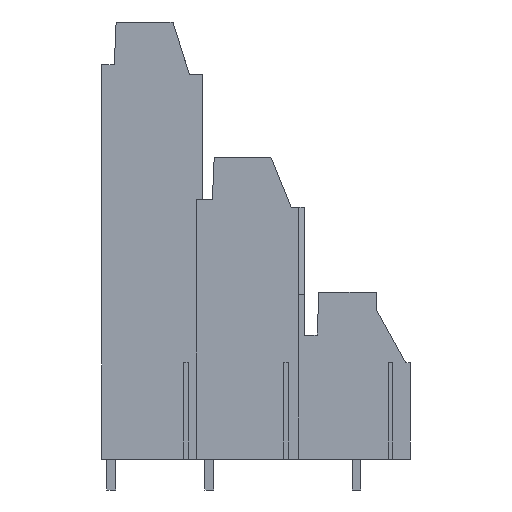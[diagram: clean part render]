
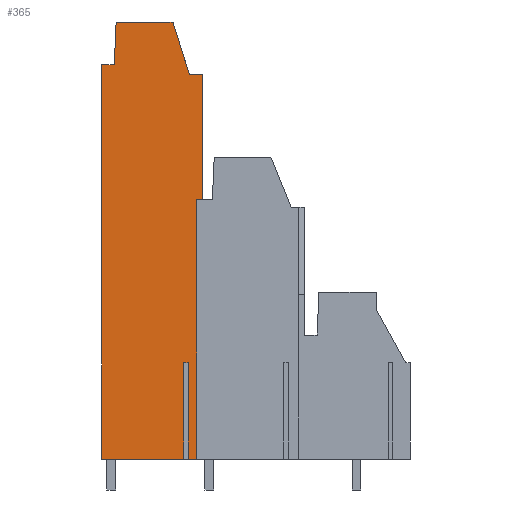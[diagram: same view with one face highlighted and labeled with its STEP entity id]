
A CAD part, left-side view. The second image highlights one B-rep face of the part: STEP entity #365.
In plain terms, the highlighted planar face has unit normal (-1, 0, 0).
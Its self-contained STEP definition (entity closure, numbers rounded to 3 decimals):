
#266=AXIS2_PLACEMENT_3D('Plane Axis2P3D',#263,#264,#265) ;
#109=CARTESIAN_POINT('Vertex',(2.5,30.488,48.47)) ;
#112=CARTESIAN_POINT('Line Origine',(2.5,41.393,48.47)) ;
#116=CARTESIAN_POINT('Vertex',(2.5,24.592,48.47)) ;
#237=CARTESIAN_POINT('Line Origine',(2.5,30.584,46.26)) ;
#241=CARTESIAN_POINT('Vertex',(2.5,30.681,44.05)) ;
#263=CARTESIAN_POINT('Axis2P3D Location',(2.5,21.84,31.2)) ;
#268=CARTESIAN_POINT('Line Origine',(2.5,22.131,25.835)) ;
#272=CARTESIAN_POINT('Vertex',(2.5,22.131,3.2)) ;
#274=CARTESIAN_POINT('Vertex',(2.5,22.131,30.05)) ;
#277=CARTESIAN_POINT('Line Origine',(2.5,26.745,30.05)) ;
#281=CARTESIAN_POINT('Vertex',(2.5,21.49,30.05)) ;
#284=CARTESIAN_POINT('Line Origine',(2.5,21.49,25.835)) ;
#288=CARTESIAN_POINT('Vertex',(2.5,21.49,43.)) ;
#291=CARTESIAN_POINT('Line Origine',(2.5,26.745,43.)) ;
#295=CARTESIAN_POINT('Vertex',(2.5,22.898,43.)) ;
#299=CARTESIAN_POINT('Control Point',(2.5,24.592,48.47)) ;
#300=CARTESIAN_POINT('Control Point',(2.5,22.898,43.)) ;
#302=CARTESIAN_POINT('Line Origine',(2.5,26.745,44.05)) ;
#306=CARTESIAN_POINT('Vertex',(2.5,32.,44.05)) ;
#309=CARTESIAN_POINT('Line Origine',(2.5,32.,25.835)) ;
#313=CARTESIAN_POINT('Vertex',(2.5,32.,3.2)) ;
#316=CARTESIAN_POINT('Line Origine',(2.5,26.745,3.2)) ;
#320=CARTESIAN_POINT('Vertex',(2.5,23.475,3.2)) ;
#323=CARTESIAN_POINT('Line Origine',(2.5,23.475,25.835)) ;
#327=CARTESIAN_POINT('Vertex',(2.5,23.475,13.2)) ;
#330=CARTESIAN_POINT('Line Origine',(2.5,26.745,13.2)) ;
#334=CARTESIAN_POINT('Vertex',(2.5,23.025,13.2)) ;
#337=CARTESIAN_POINT('Line Origine',(2.5,23.025,25.835)) ;
#341=CARTESIAN_POINT('Vertex',(2.5,23.025,3.2)) ;
#344=CARTESIAN_POINT('Line Origine',(2.5,26.745,3.2)) ;
#113=DIRECTION('Vector Direction',(0.,1.,0.)) ;
#238=DIRECTION('Vector Direction',(0.,0.044,-0.999)) ;
#264=DIRECTION('Axis2P3D Direction',(1.,0.,0.)) ;
#265=DIRECTION('Axis2P3D XDirection',(0.,1.,0.)) ;
#269=DIRECTION('Vector Direction',(0.,0.,1.)) ;
#278=DIRECTION('Vector Direction',(0.,1.,0.)) ;
#285=DIRECTION('Vector Direction',(0.,0.,1.)) ;
#292=DIRECTION('Vector Direction',(0.,1.,0.)) ;
#303=DIRECTION('Vector Direction',(0.,1.,0.)) ;
#310=DIRECTION('Vector Direction',(0.,0.,1.)) ;
#317=DIRECTION('Vector Direction',(0.,1.,0.)) ;
#324=DIRECTION('Vector Direction',(0.,0.,1.)) ;
#331=DIRECTION('Vector Direction',(0.,1.,0.)) ;
#338=DIRECTION('Vector Direction',(0.,0.,1.)) ;
#345=DIRECTION('Vector Direction',(0.,1.,0.)) ;
#114=VECTOR('Line Direction',#113,1.) ;
#239=VECTOR('Line Direction',#238,1.) ;
#270=VECTOR('Line Direction',#269,1.) ;
#279=VECTOR('Line Direction',#278,1.) ;
#286=VECTOR('Line Direction',#285,1.) ;
#293=VECTOR('Line Direction',#292,1.) ;
#304=VECTOR('Line Direction',#303,1.) ;
#311=VECTOR('Line Direction',#310,1.) ;
#318=VECTOR('Line Direction',#317,1.) ;
#325=VECTOR('Line Direction',#324,1.) ;
#332=VECTOR('Line Direction',#331,1.) ;
#339=VECTOR('Line Direction',#338,1.) ;
#346=VECTOR('Line Direction',#345,1.) ;
#350=ORIENTED_EDGE('',*,*,#276,.T.) ;
#351=ORIENTED_EDGE('',*,*,#283,.T.) ;
#352=ORIENTED_EDGE('',*,*,#290,.F.) ;
#353=ORIENTED_EDGE('',*,*,#297,.T.) ;
#354=ORIENTED_EDGE('',*,*,#301,.F.) ;
#355=ORIENTED_EDGE('',*,*,#118,.T.) ;
#356=ORIENTED_EDGE('',*,*,#243,.T.) ;
#357=ORIENTED_EDGE('',*,*,#308,.T.) ;
#358=ORIENTED_EDGE('',*,*,#315,.F.) ;
#359=ORIENTED_EDGE('',*,*,#322,.F.) ;
#360=ORIENTED_EDGE('',*,*,#329,.T.) ;
#361=ORIENTED_EDGE('',*,*,#336,.T.) ;
#362=ORIENTED_EDGE('',*,*,#343,.F.) ;
#363=ORIENTED_EDGE('',*,*,#348,.F.) ;
#365=ADVANCED_FACE('housing',(#364),#267,.F.) ;
#298=B_SPLINE_CURVE_WITH_KNOTS('',1,(#299,#300),.UNSPECIFIED.,.F.,.U.,(2,2),(-2.863,2.863),.UNSPECIFIED.) ;
#118=EDGE_CURVE('',#117,#110,#115,.T.) ;
#243=EDGE_CURVE('',#110,#242,#240,.T.) ;
#276=EDGE_CURVE('',#273,#275,#271,.T.) ;
#283=EDGE_CURVE('',#275,#282,#280,.F.) ;
#290=EDGE_CURVE('',#289,#282,#287,.F.) ;
#297=EDGE_CURVE('',#289,#296,#294,.T.) ;
#301=EDGE_CURVE('',#117,#296,#298,.T.) ;
#308=EDGE_CURVE('',#242,#307,#305,.T.) ;
#315=EDGE_CURVE('',#314,#307,#312,.T.) ;
#322=EDGE_CURVE('',#321,#314,#319,.T.) ;
#329=EDGE_CURVE('',#321,#328,#326,.T.) ;
#336=EDGE_CURVE('',#328,#335,#333,.F.) ;
#343=EDGE_CURVE('',#342,#335,#340,.T.) ;
#348=EDGE_CURVE('',#273,#342,#347,.T.) ;
#349=EDGE_LOOP('',(#350,#351,#352,#353,#354,#355,#356,#357,#358,#359,#360,#361,#362,#363)) ;
#364=FACE_OUTER_BOUND('',#349,.T.) ;
#115=LINE('Line',#112,#114) ;
#240=LINE('Line',#237,#239) ;
#271=LINE('Line',#268,#270) ;
#280=LINE('Line',#277,#279) ;
#287=LINE('Line',#284,#286) ;
#294=LINE('Line',#291,#293) ;
#305=LINE('Line',#302,#304) ;
#312=LINE('Line',#309,#311) ;
#319=LINE('Line',#316,#318) ;
#326=LINE('Line',#323,#325) ;
#333=LINE('Line',#330,#332) ;
#340=LINE('Line',#337,#339) ;
#347=LINE('Line',#344,#346) ;
#267=PLANE('',#266) ;
#110=VERTEX_POINT('',#109) ;
#117=VERTEX_POINT('',#116) ;
#242=VERTEX_POINT('',#241) ;
#273=VERTEX_POINT('',#272) ;
#275=VERTEX_POINT('',#274) ;
#282=VERTEX_POINT('',#281) ;
#289=VERTEX_POINT('',#288) ;
#296=VERTEX_POINT('',#295) ;
#307=VERTEX_POINT('',#306) ;
#314=VERTEX_POINT('',#313) ;
#321=VERTEX_POINT('',#320) ;
#328=VERTEX_POINT('',#327) ;
#335=VERTEX_POINT('',#334) ;
#342=VERTEX_POINT('',#341) ;
